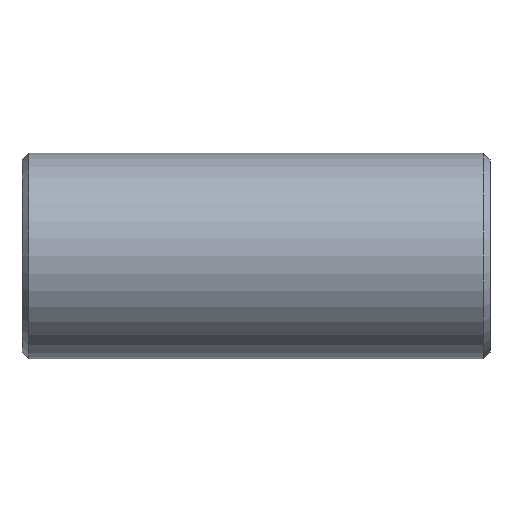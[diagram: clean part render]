
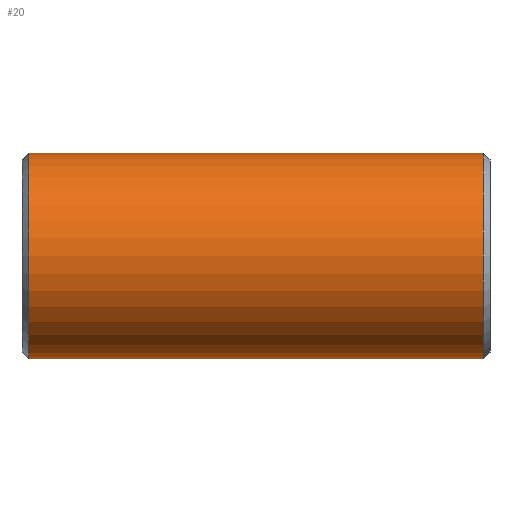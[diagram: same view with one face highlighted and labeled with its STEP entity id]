
A CAD part, front view. The second image highlights one B-rep face of the part: STEP entity #20.
In plain terms, the highlighted cylindrical face has radius 16.764 mm (diameter 33.528 mm), a partial arc.
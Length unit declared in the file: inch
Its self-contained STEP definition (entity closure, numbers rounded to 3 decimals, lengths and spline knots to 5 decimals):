
#20 = ADVANCED_FACE ( 'NONE', ( #349 ), #354, .T. ) ;
#39 = LINE ( 'NONE', #259, #91 ) ;
#85 = EDGE_CURVE ( 'NONE', #381, #89, #267, .T. ) ;
#86 = CARTESIAN_POINT ( 'NONE',  ( -1.45567, 0., 0. ) ) ;
#89 = VERTEX_POINT ( 'NONE', #398 ) ;
#91 = VECTOR ( 'NONE', #162, 39.37008 ) ;
#101 = CARTESIAN_POINT ( 'NONE',  ( 0., 0., 0.66 ) ) ;
#115 = CARTESIAN_POINT ( 'NONE',  ( 1.5, 0., -0.66 ) ) ;
#122 = DIRECTION ( 'NONE',  ( 0., 0., 1. ) ) ;
#125 = CARTESIAN_POINT ( 'NONE',  ( 1.5, 0., 0. ) ) ;
#146 = CARTESIAN_POINT ( 'NONE',  ( -1.45567, 0., 0.66 ) ) ;
#147 = ORIENTED_EDGE ( 'NONE', *, *, #491, .T. ) ;
#160 = CARTESIAN_POINT ( 'NONE',  ( 1.45567, 0., -0.66 ) ) ;
#162 = DIRECTION ( 'NONE',  ( -1., 0., 0. ) ) ;
#170 = CARTESIAN_POINT ( 'NONE',  ( 1.45567, 0., 0.66 ) ) ;
#172 = EDGE_CURVE ( 'NONE', #467, #177, #411, .T. ) ;
#177 = VERTEX_POINT ( 'NONE', #101 ) ;
#195 = VERTEX_POINT ( 'NONE', #556 ) ;
#198 = CIRCLE ( 'NONE', #591, 0.66 ) ;
#204 = DIRECTION ( 'NONE',  ( -1., 0., 0. ) ) ;
#213 = DIRECTION ( 'NONE',  ( -1., 0., 0. ) ) ;
#219 = CARTESIAN_POINT ( 'NONE',  ( 1.5, 0., -0.66 ) ) ;
#259 = CARTESIAN_POINT ( 'NONE',  ( 1.5, 0., 0.66 ) ) ;
#262 = VECTOR ( 'NONE', #444, 39.37008 ) ;
#267 = LINE ( 'NONE', #219, #262 ) ;
#274 = ORIENTED_EDGE ( 'NONE', *, *, #428, .T. ) ;
#282 = ORIENTED_EDGE ( 'NONE', *, *, #85, .F. ) ;
#294 = CARTESIAN_POINT ( 'NONE',  ( 1.45567, 0., 0. ) ) ;
#310 = EDGE_CURVE ( 'NONE', #381, #467, #540, .T. ) ;
#323 = CARTESIAN_POINT ( 'NONE',  ( 1.5, 0., 0.66 ) ) ;
#349 = FACE_OUTER_BOUND ( 'NONE', #426, .T. ) ;
#353 = DIRECTION ( 'NONE',  ( 1., 0., 0. ) ) ;
#354 = CYLINDRICAL_SURFACE ( 'NONE', #403, 0.66 ) ;
#366 = EDGE_CURVE ( 'NONE', #89, #195, #383, .T. ) ;
#381 = VERTEX_POINT ( 'NONE', #160 ) ;
#383 = LINE ( 'NONE', #115, #413 ) ;
#398 = CARTESIAN_POINT ( 'NONE',  ( 0., 0., -0.66 ) ) ;
#403 = AXIS2_PLACEMENT_3D ( 'NONE', #125, #213, #122 ) ;
#411 = LINE ( 'NONE', #323, #481 ) ;
#413 = VECTOR ( 'NONE', #434, 39.37008 ) ;
#426 = EDGE_LOOP ( 'NONE', ( #282, #454, #538, #274, #147, #443 ) ) ;
#428 = EDGE_CURVE ( 'NONE', #177, #586, #39, .T. ) ;
#434 = DIRECTION ( 'NONE',  ( -1., 0., 0. ) ) ;
#441 = AXIS2_PLACEMENT_3D ( 'NONE', #294, #204, #471 ) ;
#443 = ORIENTED_EDGE ( 'NONE', *, *, #366, .F. ) ;
#444 = DIRECTION ( 'NONE',  ( -1., 0., 0. ) ) ;
#454 = ORIENTED_EDGE ( 'NONE', *, *, #310, .T. ) ;
#467 = VERTEX_POINT ( 'NONE', #170 ) ;
#471 = DIRECTION ( 'NONE',  ( 0., 0., -1. ) ) ;
#481 = VECTOR ( 'NONE', #512, 39.37008 ) ;
#491 = EDGE_CURVE ( 'NONE', #586, #195, #198, .T. ) ;
#512 = DIRECTION ( 'NONE',  ( -1., 0., 0. ) ) ;
#534 = DIRECTION ( 'NONE',  ( 0., 0., 1. ) ) ;
#538 = ORIENTED_EDGE ( 'NONE', *, *, #172, .T. ) ;
#540 = CIRCLE ( 'NONE', #441, 0.66 ) ;
#556 = CARTESIAN_POINT ( 'NONE',  ( -1.45567, 0., -0.66 ) ) ;
#586 = VERTEX_POINT ( 'NONE', #146 ) ;
#591 = AXIS2_PLACEMENT_3D ( 'NONE', #86, #353, #534 ) ;
